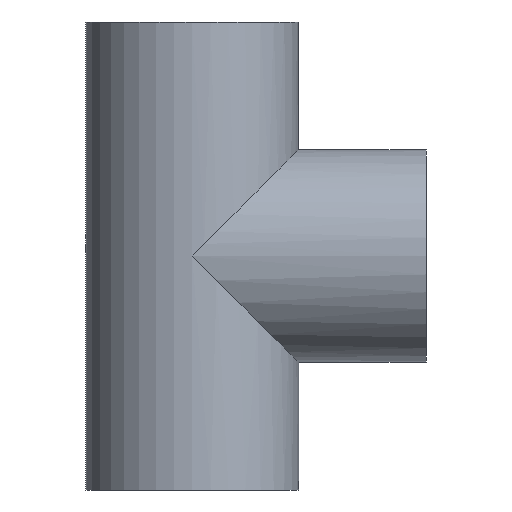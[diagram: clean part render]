
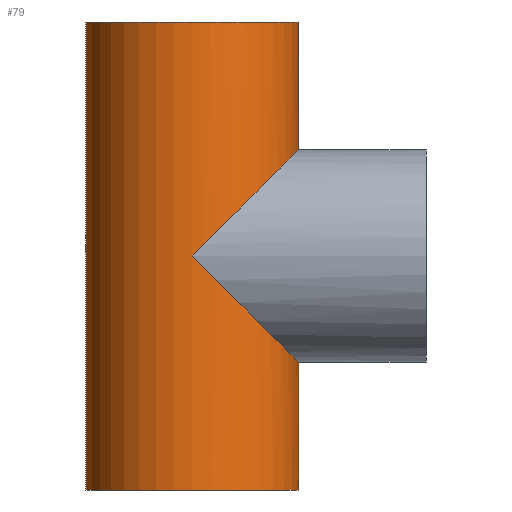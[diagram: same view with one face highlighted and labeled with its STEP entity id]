
A CAD part, front view. The second image highlights one B-rep face of the part: STEP entity #79.
In plain terms, the highlighted cylindrical face has radius 225 mm (diameter 450 mm), a partial arc.
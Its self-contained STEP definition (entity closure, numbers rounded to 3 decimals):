
#1 = EDGE_CURVE ( 'NONE', #36, #41, #298, .T. ) ;
#4 = CARTESIAN_POINT ( 'NONE',  ( 0., 0., -495. ) ) ;
#6 = CARTESIAN_POINT ( 'NONE',  ( -225., 0., 495. ) ) ;
#13 = VERTEX_POINT ( 'NONE', #218 ) ;
#14 = AXIS2_PLACEMENT_3D ( 'NONE', #4, #384, #26 ) ;
#15 = VERTEX_POINT ( 'NONE', #121 ) ;
#17 = CARTESIAN_POINT ( 'NONE',  ( 0., -225., 0. ) ) ;
#26 = DIRECTION ( 'NONE',  ( 1., 0., 0. ) ) ;
#29 = DIRECTION ( 'NONE',  ( 0., 0., -1. ) ) ;
#33 =( BOUNDED_CURVE ( )  B_SPLINE_CURVE ( 3, ( #347, #95, #272, #448 ),
 .UNSPECIFIED., .F., .F. ) 
 B_SPLINE_CURVE_WITH_KNOTS ( ( 4, 4 ),
 ( 4.712, 6.283 ),
 .UNSPECIFIED. ) 
 CURVE ( )  GEOMETRIC_REPRESENTATION_ITEM ( )  RATIONAL_B_SPLINE_CURVE ( ( 1., 0.805, 0.805, 1. ) ) 
 REPRESENTATION_ITEM ( '' )  );
#36 = VERTEX_POINT ( 'NONE', #276 ) ;
#41 = VERTEX_POINT ( 'NONE', #268 ) ;
#53 = FACE_OUTER_BOUND ( 'NONE', #372, .T. ) ;
#58 = EDGE_CURVE ( 'NONE', #15, #13, #401, .T. ) ;
#79 = ADVANCED_FACE ( 'NONE', ( #53 ), #166, .T. ) ;
#95 = CARTESIAN_POINT ( 'NONE',  ( 131.802, -225., -131.802 ) ) ;
#97 = DIRECTION ( 'NONE',  ( 0., 0., -1. ) ) ;
#108 = CARTESIAN_POINT ( 'NONE',  ( -225., 0., -495. ) ) ;
#118 = EDGE_CURVE ( 'NONE', #434, #270, #382, .T. ) ;
#121 = CARTESIAN_POINT ( 'NONE',  ( 225., 0., 225. ) ) ;
#127 = EDGE_CURVE ( 'NONE', #13, #36, #33, .T. ) ;
#128 = CARTESIAN_POINT ( 'NONE',  ( 225., 0., 225. ) ) ;
#138 = VECTOR ( 'NONE', #305, 1000. ) ;
#145 = VECTOR ( 'NONE', #29, 1000. ) ;
#164 = EDGE_CURVE ( 'NONE', #438, #15, #411, .T. ) ;
#166 = CYLINDRICAL_SURFACE ( 'NONE', #450, 225. ) ;
#180 = CARTESIAN_POINT ( 'NONE',  ( 225., 0., 495. ) ) ;
#184 = ORIENTED_EDGE ( 'NONE', *, *, #58, .F. ) ;
#195 = ORIENTED_EDGE ( 'NONE', *, *, #232, .T. ) ;
#198 = DIRECTION ( 'NONE',  ( -1., 0., 0. ) ) ;
#218 = CARTESIAN_POINT ( 'NONE',  ( 0., -225., 0. ) ) ;
#221 = DIRECTION ( 'NONE',  ( 1., 0., 0. ) ) ;
#224 = CARTESIAN_POINT ( 'NONE',  ( 0., 0., 495. ) ) ;
#232 = EDGE_CURVE ( 'NONE', #270, #41, #441, .T. ) ;
#235 = CARTESIAN_POINT ( 'NONE',  ( 0., 0., 495. ) ) ;
#236 = CARTESIAN_POINT ( 'NONE',  ( -225., 0., 495. ) ) ;
#258 = ORIENTED_EDGE ( 'NONE', *, *, #1, .F. ) ;
#264 = CARTESIAN_POINT ( 'NONE',  ( 225., 0., 495. ) ) ;
#265 = ORIENTED_EDGE ( 'NONE', *, *, #118, .T. ) ;
#268 = CARTESIAN_POINT ( 'NONE',  ( 225., 0., -495. ) ) ;
#270 = VERTEX_POINT ( 'NONE', #108 ) ;
#272 = CARTESIAN_POINT ( 'NONE',  ( 225., -131.802, -225. ) ) ;
#276 = CARTESIAN_POINT ( 'NONE',  ( 225., 0., -225. ) ) ;
#298 = LINE ( 'NONE', #180, #145 ) ;
#305 = DIRECTION ( 'NONE',  ( 0., 0., -1. ) ) ;
#306 = CARTESIAN_POINT ( 'NONE',  ( 225., -131.802, 225. ) ) ;
#340 = ORIENTED_EDGE ( 'NONE', *, *, #127, .F. ) ;
#342 = CARTESIAN_POINT ( 'NONE',  ( 131.802, -225., 131.802 ) ) ;
#346 = DIRECTION ( 'NONE',  ( 0., 0., -1. ) ) ;
#347 = CARTESIAN_POINT ( 'NONE',  ( 0., -225., 0. ) ) ;
#361 = DIRECTION ( 'NONE',  ( 0., 0., 1. ) ) ;
#364 = AXIS2_PLACEMENT_3D ( 'NONE', #224, #361, #221 ) ;
#365 = ORIENTED_EDGE ( 'NONE', *, *, #164, .F. ) ;
#372 = EDGE_LOOP ( 'NONE', ( #365, #445, #265, #195, #258, #340, #184 ) ) ;
#378 = EDGE_CURVE ( 'NONE', #434, #438, #422, .T. ) ;
#382 = LINE ( 'NONE', #236, #138 ) ;
#384 = DIRECTION ( 'NONE',  ( 0., 0., 1. ) ) ;
#400 = VECTOR ( 'NONE', #97, 1000. ) ;
#401 =( BOUNDED_CURVE ( )  B_SPLINE_CURVE ( 3, ( #128, #306, #342, #17 ),
 .UNSPECIFIED., .F., .F. ) 
 B_SPLINE_CURVE_WITH_KNOTS ( ( 4, 4 ),
 ( 3.142, 4.712 ),
 .UNSPECIFIED. ) 
 CURVE ( )  GEOMETRIC_REPRESENTATION_ITEM ( )  RATIONAL_B_SPLINE_CURVE ( ( 1., 0.805, 0.805, 1. ) ) 
 REPRESENTATION_ITEM ( '' )  );
#411 = LINE ( 'NONE', #442, #400 ) ;
#422 = CIRCLE ( 'NONE', #364, 225. ) ;
#434 = VERTEX_POINT ( 'NONE', #6 ) ;
#438 = VERTEX_POINT ( 'NONE', #264 ) ;
#441 = CIRCLE ( 'NONE', #14, 225. ) ;
#442 = CARTESIAN_POINT ( 'NONE',  ( 225., 0., 495. ) ) ;
#445 = ORIENTED_EDGE ( 'NONE', *, *, #378, .F. ) ;
#448 = CARTESIAN_POINT ( 'NONE',  ( 225., 0., -225. ) ) ;
#450 = AXIS2_PLACEMENT_3D ( 'NONE', #235, #346, #198 ) ;
